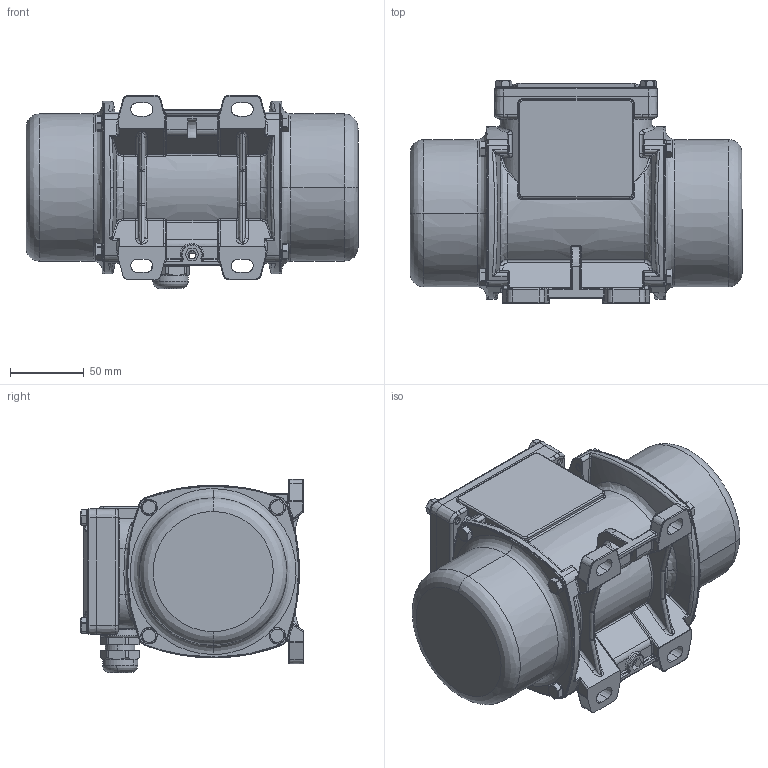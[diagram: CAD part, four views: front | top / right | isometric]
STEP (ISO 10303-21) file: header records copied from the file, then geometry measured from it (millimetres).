
FILE_DESCRIPTION (( 'STEP AP203' ), '1' );
FILE_NAME ('NES 2570 #03020000.STEP', '2019-01-15T09:35:00', ( '' ), ( '' ), 'SwSTEP 2.0', 'SolidWorks 2015', '' );
FILE_SCHEMA (( 'CONFIG_CONTROL_DESIGN' ));
Products named in the file (1): NES 2570 #03020000
Bounding box: 225 x 150.7 x 131 mm (x, y, z)
Surface area: 252857.8 mm2 (no closed solid volume)
Topology: 0 solids, 31 shells, 2816 faces, 7389 edges, 4647 vertices
Faces by surface type: bspline 1700, plane 1116
Entity records: 218031 total; most frequent: CARTESIAN_POINT 162002, ORIENTED_EDGE 14698, EDGE_CURVE 7350, DIRECTION 5719, VERTEX_POINT 4647, B_SPLINE_CURVE_WITH_KNOTS 3865, LINE 3485, VECTOR 3485
